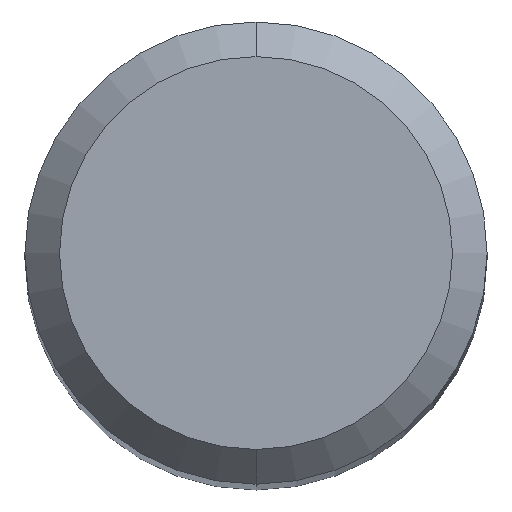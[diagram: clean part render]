
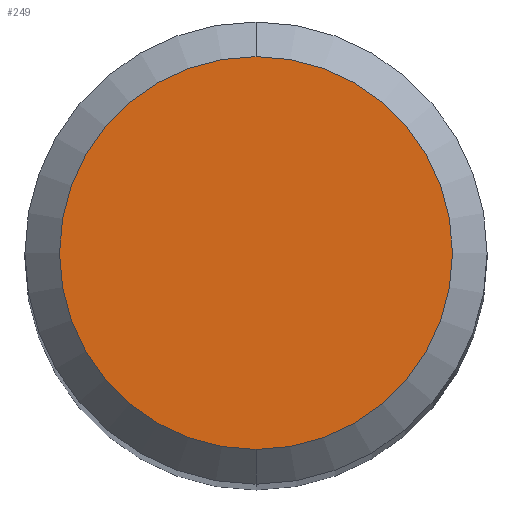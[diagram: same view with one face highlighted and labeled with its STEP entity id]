
A CAD part, top view. The second image highlights one B-rep face of the part: STEP entity #249.
In plain terms, the highlighted planar face has unit normal (0, 0, 1).
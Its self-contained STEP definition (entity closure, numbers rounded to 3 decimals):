
#209=VERTEX_POINT('',#519);
#249=ADVANCED_FACE('',(#562),#563,.T.);
#269=VERTEX_POINT('',#585);
#299=EDGE_CURVE('',#269,#209,#618,.T.);
#317=EDGE_CURVE('',#209,#269,#637,.T.);
#519=CARTESIAN_POINT('',(0.0,1.7,0.0));
#562=FACE_OUTER_BOUND('',#993,.T.);
#563=PLANE('',#994);
#585=CARTESIAN_POINT('',(0.,-1.7,0.0));
#618=CIRCLE('',#1117,1.7);
#637=CIRCLE('',#1165,1.7);
#993=EDGE_LOOP('',(#1545,#1546));
#994=AXIS2_PLACEMENT_3D('',#1547,#1548,#1549);
#1117=AXIS2_PLACEMENT_3D('',#1616,#1617,#1618);
#1165=AXIS2_PLACEMENT_3D('',#1628,#1629,#1630);
#1545=ORIENTED_EDGE('',*,*,#317,.F.);
#1546=ORIENTED_EDGE('',*,*,#299,.F.);
#1547=CARTESIAN_POINT('',(0.0,0.85,0.0));
#1548=DIRECTION('',(-0.0,0.0,1.0));
#1549=DIRECTION('',(0.0,-1.0,0.0));
#1616=CARTESIAN_POINT('',(0.0,0.0,0.0));
#1617=DIRECTION('',(0.0,0.0,-1.0));
#1618=DIRECTION('',(0.0,1.0,0.0));
#1628=CARTESIAN_POINT('',(0.0,0.0,0.0));
#1629=DIRECTION('',(0.0,0.0,-1.0));
#1630=DIRECTION('',(0.0,1.0,0.0));
